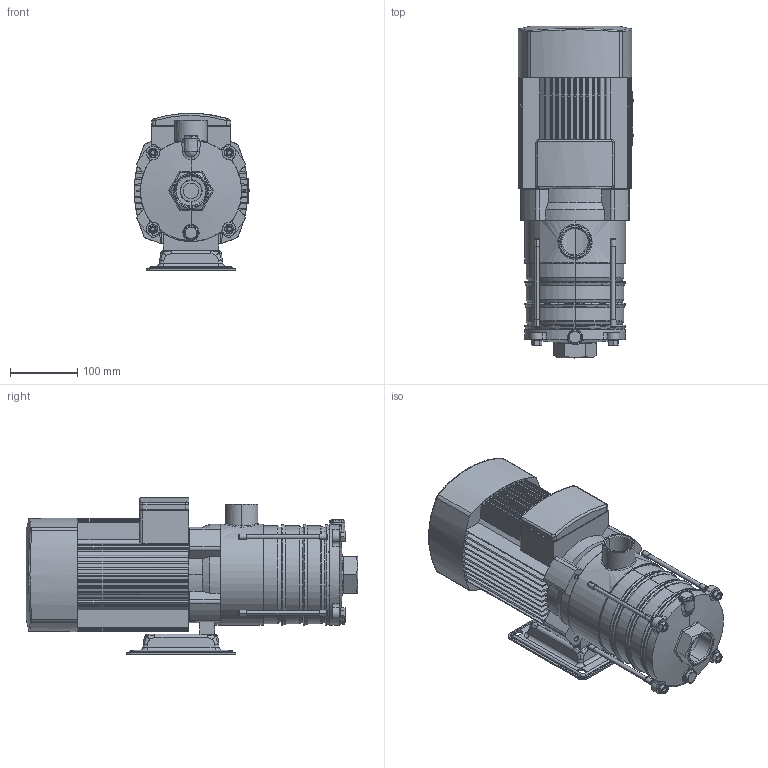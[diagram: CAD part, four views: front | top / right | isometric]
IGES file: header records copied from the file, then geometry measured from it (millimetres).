
Global section: file name: 015P2364 (RMHI 8-4R); native system: AutoCAD 2019 — Русский (Russian),62HAutod; preprocessor: esk Translation Framework DWG producer (atf_dwg_producer); organization: unknown; date: 20240415.165337; units: millimetre
Bounding box: 170.9 x 492 x 232.71 mm (x, y, z)
Volume: 6364689.6 mm3; surface area: 978021.4 mm2
Topology: 36 solids, 36 shells, 1778 faces, 4981 edges, 3350 vertices
Faces by surface type: bspline 1734, revolution 44
